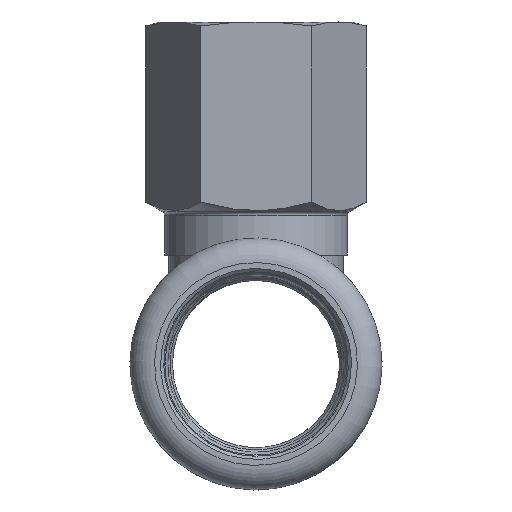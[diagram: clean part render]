
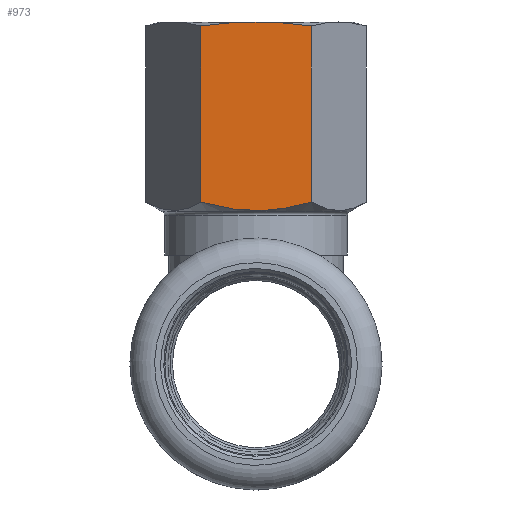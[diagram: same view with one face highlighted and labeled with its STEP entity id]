
A CAD part, left-side view. The second image highlights one B-rep face of the part: STEP entity #973.
In plain terms, the highlighted planar face has unit normal (-1, 0, 0).
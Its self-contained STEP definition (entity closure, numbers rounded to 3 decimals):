
#22=(
BOUNDED_CURVE()
B_SPLINE_CURVE(2,(#3699,#3700,#3701),.UNSPECIFIED.,.F.,.F.)
B_SPLINE_CURVE_WITH_KNOTS((3,3),(10.66,13.866),
 .UNSPECIFIED.)
CURVE()
GEOMETRIC_REPRESENTATION_ITEM()
RATIONAL_B_SPLINE_CURVE((4.849,4.849,4.501))
REPRESENTATION_ITEM('')
);
#24=(
BOUNDED_CURVE()
B_SPLINE_CURVE(2,(#3709,#3710,#3711),.UNSPECIFIED.,.F.,.F.)
B_SPLINE_CURVE_WITH_KNOTS((3,3),(7.454,10.66),
 .UNSPECIFIED.)
CURVE()
GEOMETRIC_REPRESENTATION_ITEM()
RATIONAL_B_SPLINE_CURVE((4.501,4.849,4.849))
REPRESENTATION_ITEM('')
);
#42=B_SPLINE_CURVE_WITH_KNOTS('',5,(#3745,#3746,#3747,#3748,#3749,#3750,
#3751,#3752,#3753,#3754,#3755,#3756),.UNSPECIFIED.,.F.,.F.,(6,3,3,6),(0.,
31.404,73.992,105.821),.UNSPECIFIED.);
#95=LINE('',#3798,#125);
#96=LINE('',#3800,#126);
#125=VECTOR('',#1408,1.);
#126=VECTOR('',#1411,1.);
#210=FACE_OUTER_BOUND('',#278,.T.);
#278=EDGE_LOOP('',(#808,#809,#810,#811,#812));
#428=VERTEX_POINT('',#3697);
#429=VERTEX_POINT('',#3698);
#430=VERTEX_POINT('',#3708);
#435=VERTEX_POINT('',#3731);
#436=VERTEX_POINT('',#3744);
#547=EDGE_CURVE('',#428,#429,#22,.T.);
#551=EDGE_CURVE('',#430,#428,#24,.T.);
#560=EDGE_CURVE('',#436,#435,#42,.T.);
#569=EDGE_CURVE('',#430,#435,#95,.F.);
#570=EDGE_CURVE('',#429,#436,#96,.F.);
#808=ORIENTED_EDGE('',*,*,#570,.T.);
#809=ORIENTED_EDGE('',*,*,#560,.T.);
#810=ORIENTED_EDGE('',*,*,#569,.F.);
#811=ORIENTED_EDGE('',*,*,#551,.T.);
#812=ORIENTED_EDGE('',*,*,#547,.T.);
#854=PLANE('',#1126);
#973=ADVANCED_FACE('',(#210),#854,.F.);
#1126=AXIS2_PLACEMENT_3D('',#3799,#1409,#1410);
#1408=DIRECTION('',(0.,0.,1.));
#1409=DIRECTION('center_axis',(1.,0.,0.));
#1410=DIRECTION('ref_axis',(0.,-1.,0.));
#1411=DIRECTION('',(0.,0.,1.));
#3697=CARTESIAN_POINT('',(-12.,0.,43.));
#3698=CARTESIAN_POINT('',(-12.,6.928,42.503));
#3699=CARTESIAN_POINT('Ctrl Pts',(-12.,0.,43.));
#3700=CARTESIAN_POINT('Ctrl Pts',(-12.,3.215,43.));
#3701=CARTESIAN_POINT('Ctrl Pts',(-12.,6.928,42.503));
#3708=CARTESIAN_POINT('',(-12.,-6.928,42.503));
#3709=CARTESIAN_POINT('Ctrl Pts',(-12.,-6.928,42.503));
#3710=CARTESIAN_POINT('Ctrl Pts',(-12.,-3.215,43.));
#3711=CARTESIAN_POINT('Ctrl Pts',(-12.,0.,43.));
#3731=CARTESIAN_POINT('',(-12.,-6.928,20.349));
#3744=CARTESIAN_POINT('',(-12.,6.928,20.349));
#3745=CARTESIAN_POINT('Ctrl Pts',(-12.,6.928,20.349));
#3746=CARTESIAN_POINT('Ctrl Pts',(-12.,5.941,20.064));
#3747=CARTESIAN_POINT('Ctrl Pts',(-12.,5.037,19.841));
#3748=CARTESIAN_POINT('Ctrl Pts',(-12.,4.19,19.667));
#3749=CARTESIAN_POINT('Ctrl Pts',(-12.,2.286,19.353));
#3750=CARTESIAN_POINT('Ctrl Pts',(-12.,0.525,19.248));
#3751=CARTESIAN_POINT('Ctrl Pts',(-12.,-0.475,19.246));
#3752=CARTESIAN_POINT('Ctrl Pts',(-12.,-2.245,19.348));
#3753=CARTESIAN_POINT('Ctrl Pts',(-12.,-4.156,19.66));
#3754=CARTESIAN_POINT('Ctrl Pts',(-12.,-5.013,19.835));
#3755=CARTESIAN_POINT('Ctrl Pts',(-12.,-5.928,20.06));
#3756=CARTESIAN_POINT('Ctrl Pts',(-12.,-6.928,20.349));
#3798=CARTESIAN_POINT('',(-12.,-6.928,31.426));
#3799=CARTESIAN_POINT('Origin',(-12.,6.928,43.));
#3800=CARTESIAN_POINT('',(-12.,6.928,31.426));
